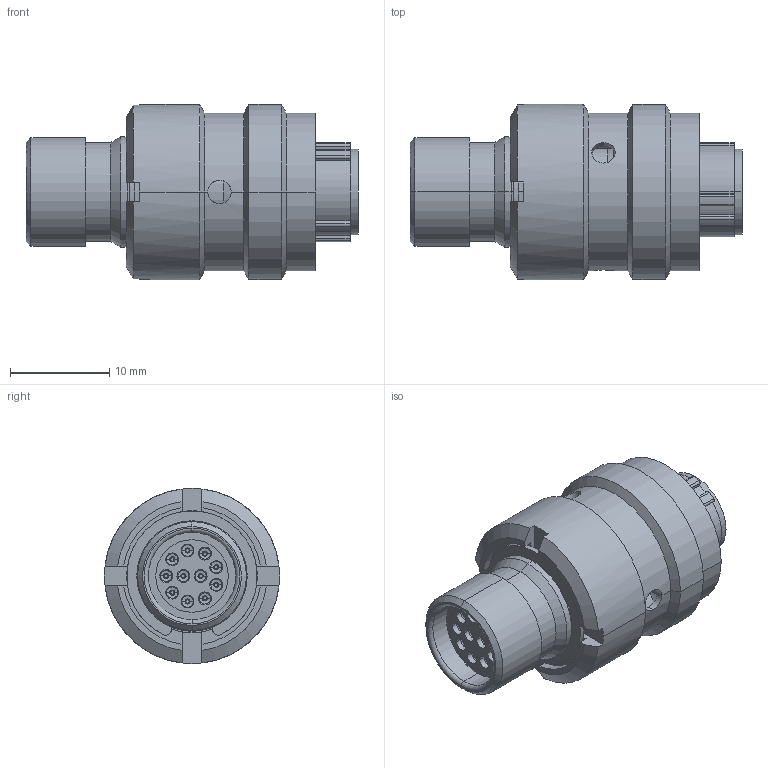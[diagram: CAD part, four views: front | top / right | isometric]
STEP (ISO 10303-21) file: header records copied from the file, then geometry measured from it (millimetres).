
FILE_DESCRIPTION (( 'STEP AP214' ), '1' );
FILE_NAME ('ASDD608-11SN.STEP', '2016-09-19T16:09:15', ( '' ), ( '' ), 'SwSTEP 2.0', 'SolidWorks 2014', '' );
FILE_SCHEMA (( 'AUTOMOTIVE_DESIGN' ));
Length unit declared in the file: millimetre
Products named in the file (1): ASDD608-11SN
Bounding box: 33.37 x 17.6 x 17.6 mm (x, y, z)
Volume: 3982.1 mm3; surface area: 6207.8 mm2
Topology: 1 solids, 4 shells, 1446 faces, 3457 edges, 2024 vertices
Faces by surface type: cylinder 507, torus 354, plane 313, cone 216, bspline 56
Entity records: 60846 total; most frequent: CARTESIAN_POINT 11419, DIRECTION 7756, ORIENTED_EDGE 6870, EDGE_CURVE 3435, AXIS2_PLACEMENT_3D 3291, VERTEX_POINT 2024, CIRCLE 1900, EDGE_LOOP 1597
